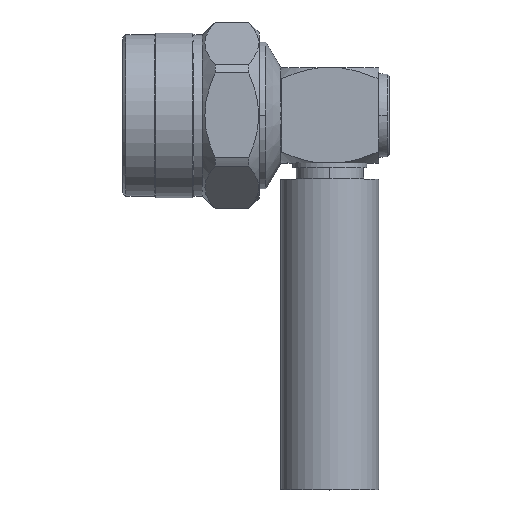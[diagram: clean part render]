
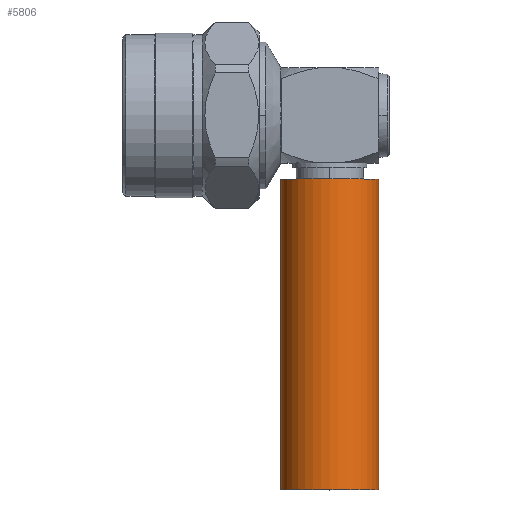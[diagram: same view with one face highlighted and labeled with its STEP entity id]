
A CAD part, top view. The second image highlights one B-rep face of the part: STEP entity #5806.
In plain terms, the highlighted cylindrical face has radius 6 mm (diameter 12 mm), a partial arc.
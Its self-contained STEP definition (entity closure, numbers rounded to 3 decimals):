
#2247=CARTESIAN_POINT('',(13.6,-7.795,0.));
#2248=DIRECTION('',(0.,-1.,0.));
#2249=DIRECTION('',(1.,0.,0.));
#2250=AXIS2_PLACEMENT_3D('',#2247,#2248,#2249);
#2252=DIRECTION('',(0.,1.,0.));
#2253=VECTOR('',#2252,38.1);
#2254=CARTESIAN_POINT('',(19.6,-45.895,0.));
#2255=LINE('',#2254,#2253);
#2256=DIRECTION('',(0.,1.,0.));
#2257=VECTOR('',#2256,38.1);
#2258=CARTESIAN_POINT('',(7.6,-45.895,0.));
#2259=LINE('',#2258,#2257);
#2265=CARTESIAN_POINT('',(13.6,-45.895,0.));
#2266=DIRECTION('',(0.,-1.,0.));
#2267=DIRECTION('',(1.,0.,0.));
#2268=AXIS2_PLACEMENT_3D('',#2265,#2266,#2267);
#3663=CARTESIAN_POINT('',(19.6,-45.895,0.));
#3664=CARTESIAN_POINT('',(19.6,-7.795,0.));
#3665=VERTEX_POINT('',#3663);
#3666=VERTEX_POINT('',#3664);
#3667=CARTESIAN_POINT('',(7.6,-45.895,0.));
#3668=CARTESIAN_POINT('',(7.6,-7.795,0.));
#3669=VERTEX_POINT('',#3667);
#3670=VERTEX_POINT('',#3668);
#5794=CARTESIAN_POINT('',(13.6,-5.89,0.));
#5795=DIRECTION('',(0.,-1.,0.));
#5796=DIRECTION('',(-1.,0.,0.));
#5797=AXIS2_PLACEMENT_3D('',#5794,#5795,#5796);
#5798=CYLINDRICAL_SURFACE('',#5797,6.);
#5799=ORIENTED_EDGE('',*,*,#5784,.F.);
#5801=ORIENTED_EDGE('',*,*,#5800,.T.);
#5802=ORIENTED_EDGE('',*,*,#5787,.T.);
#5803=ORIENTED_EDGE('',*,*,#5769,.F.);
#5804=EDGE_LOOP('',(#5799,#5801,#5802,#5803));
#5805=FACE_OUTER_BOUND('',#5804,.F.);
#5806=ADVANCED_FACE('',(#5805),#5798,.T.);
#2251=CIRCLE('',#2250,6.);
#2269=CIRCLE('',#2268,6.);
#5769=EDGE_CURVE('',#3666,#3670,#2251,.T.);
#5784=EDGE_CURVE('',#3665,#3666,#2255,.T.);
#5787=EDGE_CURVE('',#3669,#3670,#2259,.T.);
#5800=EDGE_CURVE('',#3665,#3669,#2269,.T.);
